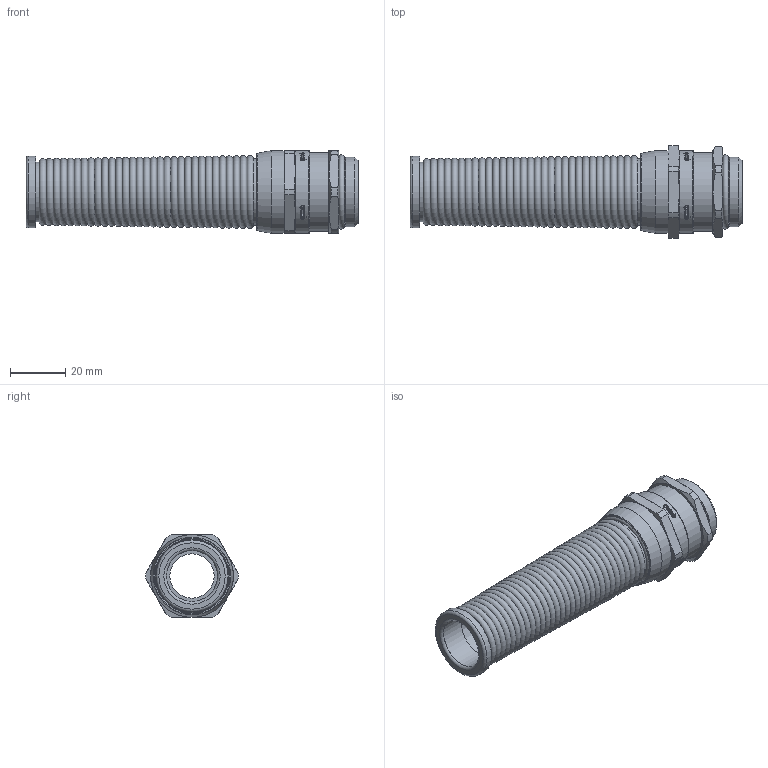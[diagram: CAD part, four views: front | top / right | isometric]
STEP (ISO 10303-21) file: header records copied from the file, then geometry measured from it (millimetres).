
FILE_DESCRIPTION(/* description */ ('HSK-M-Flex Metr.-Cable glands for special applications'),/* implementation_level */ '2;1');
FILE_NAME(/* name */ 'HU1623250051.stp',/* time_stamp */ '2021-10-12T13:34:34+02:00',/* author */ ('sl'),/* organization */ ('HUMMEL'),/* preprocessor_version */ 'ST-DEVELOPER v16.5',/* originating_system */ 'Autodesk Inventor 2017',/* authorisation */ '');
FILE_SCHEMA (('AUTOMOTIVE_DESIGN { 1 0 10303 214 3 1 1 }'));
Length unit declared in the file: millimetre
Products named in the file (8): HSK-M-Flex 1.623.2500.51; HSK-M-Flex 1.623.2500.51-Gland; HSK-M-Flex 1.623.2500.51-Clamping insert; HSK-M-Flex 1.623.2500.51-Sealing insert; HSK-M-Flex 1.623.2500.51-O-Ring; HSK-M-Flex 1.623.2500.51-Nut; HSK-M-Flex 1.623.2500.51-Feather; HSK-M-Flex 1.623.2500.51-Cover
Assembly tree (7 placements, depth 2):
  HSK-M-Flex 1.623.2500.51
    HSK-M-Flex 1.623.2500.51-Gland
    HSK-M-Flex 1.623.2500.51-Clamping insert
    HSK-M-Flex 1.623.2500.51-Sealing insert
    HSK-M-Flex 1.623.2500.51-O-Ring
    HSK-M-Flex 1.623.2500.51-Nut
    HSK-M-Flex 1.623.2500.51-Feather
    HSK-M-Flex 1.623.2500.51-Cover
Bounding box: 120.03 x 33.49 x 30 mm (x, y, z)
Volume: 28056.6 mm3; surface area: 33526.4 mm2
Topology: 7 solids, 7 shells, 481 faces, 1216 edges, 786 vertices
Faces by surface type: plane 327, cylinder 76, torus 42, cone 36
Full cylindrical faces by diameter (mm): 16 x1, 18.2 x1, 18.4 x2, 20.6 x4, 22.8 x1, 24 x2, 24.4 x1, 25 x1, 25.5 x2, 26 x1, 26.78 x1, 26.9 x1, 27.4 x1, 27.54 x2, 28.3 x1, 29.8 x2
Entity records: 14776 total; most frequent: CARTESIAN_POINT 3085, DIRECTION 2496, ORIENTED_EDGE 2260, EDGE_CURVE 1130, AXIS2_PLACEMENT_3D 944, VERTEX_POINT 783, EDGE_LOOP 615, LINE 608
